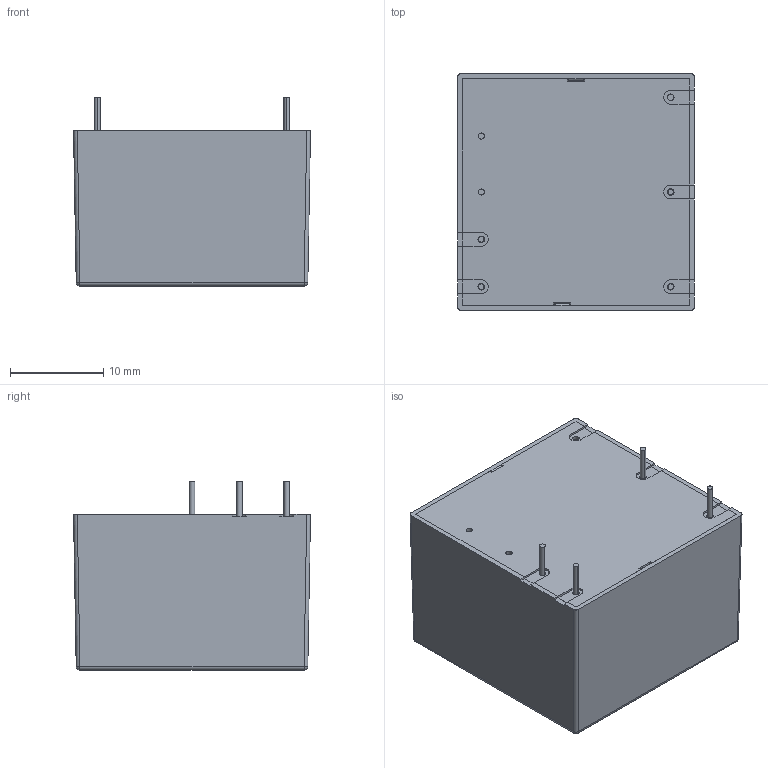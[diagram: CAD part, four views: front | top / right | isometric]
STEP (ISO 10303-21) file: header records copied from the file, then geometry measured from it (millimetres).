
FILE_DESCRIPTION (( 'STEP AP214' ), '1' );
FILE_NAME ('RACM06E-K_277_3D_20230808.stp', '2023-08-08T08:04:37', ( '' ), ( '' ), 'SwSTEP 2.0', 'SolidWorks 2023', '' );
FILE_SCHEMA (( 'AUTOMOTIVE_DESIGN' ));
Length unit declared in the file: millimetre
Products named in the file (2): RACM06E-K_277_20230808; RACM06E-K_277_3D_20230808
Assembly tree (1 placements, depth 2):
  RACM06E-K_277_3D_20230808
    RACM06E-K_277_20230808
Bounding box: 25.4 x 25.4 x 20.2 mm (x, y, z)
Volume: 1668.5 mm3; surface area: 5793.3 mm2
Topology: 6 solids, 6 shells, 272 faces, 699 edges, 458 vertices
Faces by surface type: plane 188, cylinder 58, cone 14, torus 8, sphere 4
Entity records: 8395 total; most frequent: CARTESIAN_POINT 1553, ORIENTED_EDGE 1398, DIRECTION 1371, EDGE_CURVE 699, VECTOR 531, LINE 531, VERTEX_POINT 458, AXIS2_PLACEMENT_3D 420
